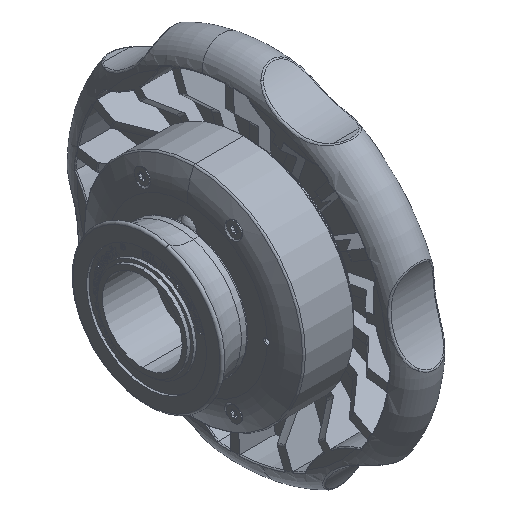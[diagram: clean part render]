
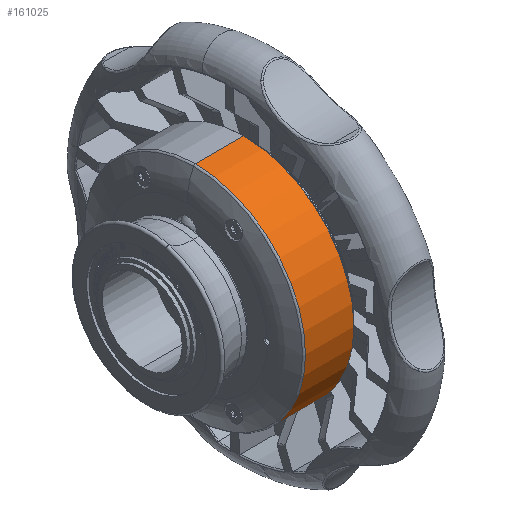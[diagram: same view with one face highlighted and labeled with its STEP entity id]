
A CAD part, isometric view. The second image highlights one B-rep face of the part: STEP entity #161025.
In plain terms, the highlighted cylindrical face has radius 55.4 mm (diameter 110.8 mm), a partial arc.
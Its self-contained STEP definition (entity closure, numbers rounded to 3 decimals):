
#1990 = EDGE_CURVE ( 'NONE', #54475, #117408, #60670, .T. ) ;
#3817 = CIRCLE ( 'NONE', #142167, 55.4 ) ;
#14176 = AXIS2_PLACEMENT_3D ( 'NONE', #183917, #122101, #184863 ) ;
#19508 = CARTESIAN_POINT ( 'NONE',  ( -18.57, 0., -55.4 ) ) ;
#22366 = CARTESIAN_POINT ( 'NONE',  ( 5.8, 0., 55.4 ) ) ;
#26977 = DIRECTION ( 'NONE',  ( 0., 0., 1. ) ) ;
#33497 = DIRECTION ( 'NONE',  ( 1., 0., 0. ) ) ;
#43537 = EDGE_LOOP ( 'NONE', ( #165372, #144223, #147532, #162841 ) ) ;
#48122 = AXIS2_PLACEMENT_3D ( 'NONE', #123088, #76757, #108361 ) ;
#54475 = VERTEX_POINT ( 'NONE', #64157 ) ;
#54916 = VECTOR ( 'NONE', #33497, 1000. ) ;
#59922 = DIRECTION ( 'NONE',  ( 1., 0., 0. ) ) ;
#60670 = CIRCLE ( 'NONE', #48122, 55.4 ) ;
#64157 = CARTESIAN_POINT ( 'NONE',  ( 5.8, 0., -55.4 ) ) ;
#64869 = FACE_OUTER_BOUND ( 'NONE', #43537, .T. ) ;
#74669 = CARTESIAN_POINT ( 'NONE',  ( 85.845, 0., -55.4 ) ) ;
#76757 = DIRECTION ( 'NONE',  ( -1., 0., 0. ) ) ;
#99729 = VERTEX_POINT ( 'NONE', #127564 ) ;
#106255 = LINE ( 'NONE', #74669, #162389 ) ;
#108361 = DIRECTION ( 'NONE',  ( 0., 0., 1. ) ) ;
#117408 = VERTEX_POINT ( 'NONE', #22366 ) ;
#120161 = EDGE_CURVE ( 'NONE', #99729, #123347, #3817, .T. ) ;
#122101 = DIRECTION ( 'NONE',  ( 1., 0., 0. ) ) ;
#123088 = CARTESIAN_POINT ( 'NONE',  ( 5.8, 0., 0. ) ) ;
#123347 = VERTEX_POINT ( 'NONE', #19508 ) ;
#125023 = CYLINDRICAL_SURFACE ( 'NONE', #14176, 55.4 ) ;
#127564 = CARTESIAN_POINT ( 'NONE',  ( -18.57, 0., 55.4 ) ) ;
#135207 = EDGE_CURVE ( 'NONE', #123347, #54475, #106255, .T. ) ;
#142167 = AXIS2_PLACEMENT_3D ( 'NONE', #189196, #174491, #26977 ) ;
#144223 = ORIENTED_EDGE ( 'NONE', *, *, #120161, .T. ) ;
#147532 = ORIENTED_EDGE ( 'NONE', *, *, #135207, .T. ) ;
#148620 = CARTESIAN_POINT ( 'NONE',  ( 85.845, 0., 55.4 ) ) ;
#161025 = ADVANCED_FACE ( 'NONE', ( #64869 ), #125023, .T. ) ;
#162389 = VECTOR ( 'NONE', #59922, 1000. ) ;
#162841 = ORIENTED_EDGE ( 'NONE', *, *, #1990, .T. ) ;
#165372 = ORIENTED_EDGE ( 'NONE', *, *, #185251, .F. ) ;
#174491 = DIRECTION ( 'NONE',  ( 1., 0., 0. ) ) ;
#181961 = LINE ( 'NONE', #148620, #54916 ) ;
#183917 = CARTESIAN_POINT ( 'NONE',  ( 85.845, 0., 0. ) ) ;
#184863 = DIRECTION ( 'NONE',  ( 0., 0., -1. ) ) ;
#185251 = EDGE_CURVE ( 'NONE', #99729, #117408, #181961, .T. ) ;
#189196 = CARTESIAN_POINT ( 'NONE',  ( -18.57, 0., 0. ) ) ;
